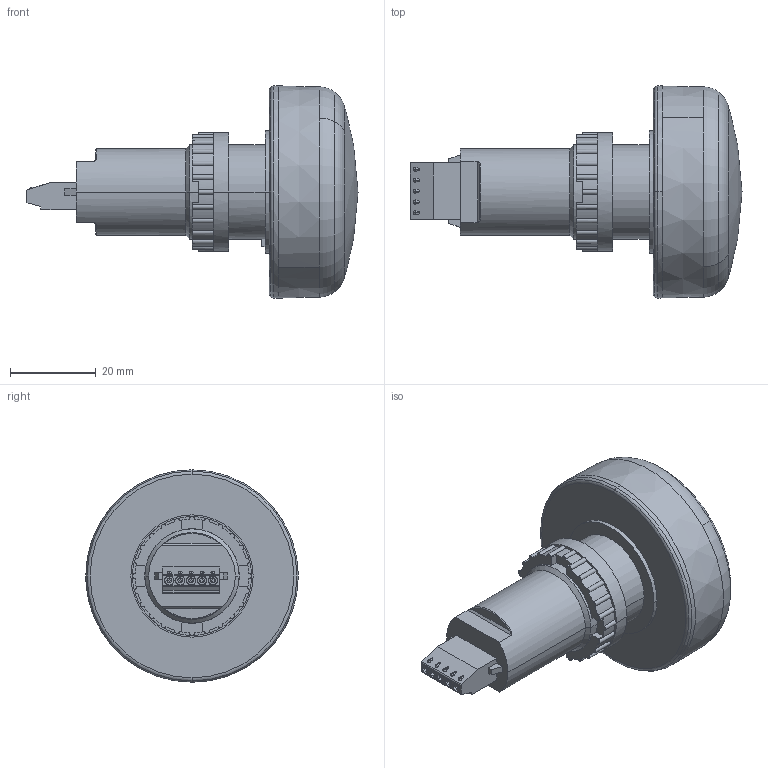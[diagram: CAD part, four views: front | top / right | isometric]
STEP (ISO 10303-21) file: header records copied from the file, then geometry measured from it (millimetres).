
FILE_DESCRIPTION((''),'2;1');
FILE_NAME('45010X55B','2011-11-09T',('dhelisch'),(''),'PRO/ENGINEER BY PARAMETRIC TECHNOLOGY CORPORATION, 2007250','PRO/ENGINEER BY PARAMETRIC TECHNOLOGY CORPORATION, 2007250','');
FILE_SCHEMA(('CONFIG_CONTROL_DESIGN'));
Length unit declared in the file: millimetre
Products named in the file (1): 45010X55B
Bounding box: 77.4 x 49.5 x 49.5 mm (x, y, z)
Volume: 52286.3 mm3; surface area: 10294.6 mm2
Topology: 1 solids, 1 shells, 339 faces, 953 edges, 631 vertices
Faces by surface type: plane 202, cylinder 108, sphere 11, torus 10, bspline 4, cone 4
Entity records: 14195 total; most frequent: CARTESIAN_POINT 2388, ORIENTED_EDGE 1886, DIRECTION 1884, PRESENTATION_STYLE_ASSIGNMENT 944, STYLED_ITEM 944, CURVE_STYLE 943, EDGE_CURVE 943, AXIS2_PLACEMENT_3D 700
